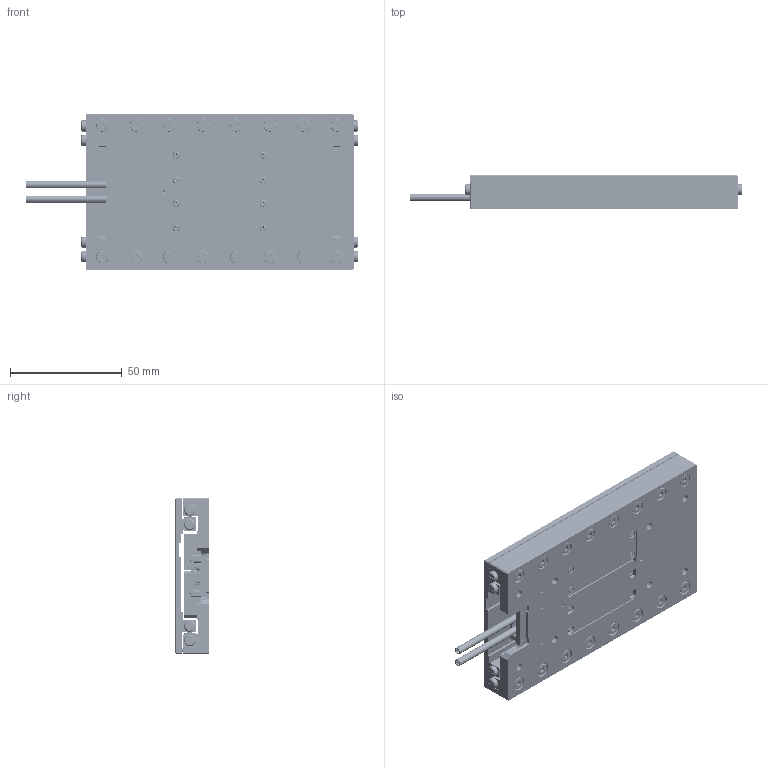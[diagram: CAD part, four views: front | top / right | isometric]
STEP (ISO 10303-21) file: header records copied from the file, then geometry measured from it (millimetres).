
FILE_DESCRIPTION (( 'STEP AP214' ), '1' );
FILE_NAME ('PPS-70-X3XXX.STEP', '2025-01-15T22:38:34', ( '' ), ( '' ), 'SwSTEP 2.0', 'SolidWorks 2023', '' );
FILE_SCHEMA (( 'AUTOMOTIVE_DESIGN' ));
Length unit declared in the file: millimetre
Products named in the file (15): PPS-70, Carriage_Master Part_120; SCREW, MS-PPH, M-JCIS_M2 x 0.4 x 4mm; 431897 Double Piezo Motor Bracket, Std PPS-70_DEMO; Set Screw, Cup-H, E-ASME_E1-72 x 1''8; PPS-70,  Base_Master Part_L120; Cooner Black Cable_L40; PPS-70, Cable Exit Clamp_DEMO; SCREW, MS-PPH, M-JCIS_M2 x 0.4 x 3mm; Screw, SHCS-L, M-DIN_M3 x 0.5 x 06mm; 431680 PPS-50, Base Cavity Cover_DEMO; 130325 Bearing, Slide Way, NB, SV2000_SV 2120; SCREW, MS-PPH, M-JCIS_M1.6 x 0.35 x 6mm; Cage, Slide Way, NB, SV2000_SV 2150-26Z ; Screw, SHCS-L, M-DIN_M3 x 0.5 x 08mm; PPS-70-X3XXX
Assembly tree (64 placements, depth 2):
  PPS-70-X3XXX
    PPS-70,  Base_Master Part_L120
    PPS-70, Carriage_Master Part_120
    130325 Bearing, Slide Way, NB, SV2000_SV 2120  x4
    Cage, Slide Way, NB, SV2000_SV 2150-26Z   x2
    SCREW, MS-PPH, M-JCIS_M2 x 0.4 x 4mm  x5
    Screw, SHCS-L, M-DIN_M3 x 0.5 x 06mm  x16
    Screw, SHCS-L, M-DIN_M3 x 0.5 x 08mm  x16
    Set Screw, Cup-H, E-ASME_E1-72 x 1''8  x8
    431897 Double Piezo Motor Bracket, Std PPS-70_DEMO
    SCREW, MS-PPH, M-JCIS_M2 x 0.4 x 3mm  x4
    431680 PPS-50, Base Cavity Cover_DEMO
    Cooner Black Cable_L40  x2
    PPS-70, Cable Exit Clamp_DEMO
    SCREW, MS-PPH, M-JCIS_M1.6 x 0.35 x 6mm  x2
Bounding box: 148.7 x 15 x 70 mm (x, y, z)
Volume: 86588.6 mm3; surface area: 72491.5 mm2
Topology: 90 solids, 90 shells, 3143 faces, 7334 edges, 4470 vertices
Faces by surface type: plane 1199, cylinder 1036, cone 538, torus 322, bspline 48
Entity records: 80282 total; most frequent: CARTESIAN_POINT 51598, DIRECTION 6075, ORIENTED_EDGE 5612, EDGE_CURVE 2806, AXIS2_PLACEMENT_3D 2276, VERTEX_POINT 1821, VECTOR 1523, LINE 1523
